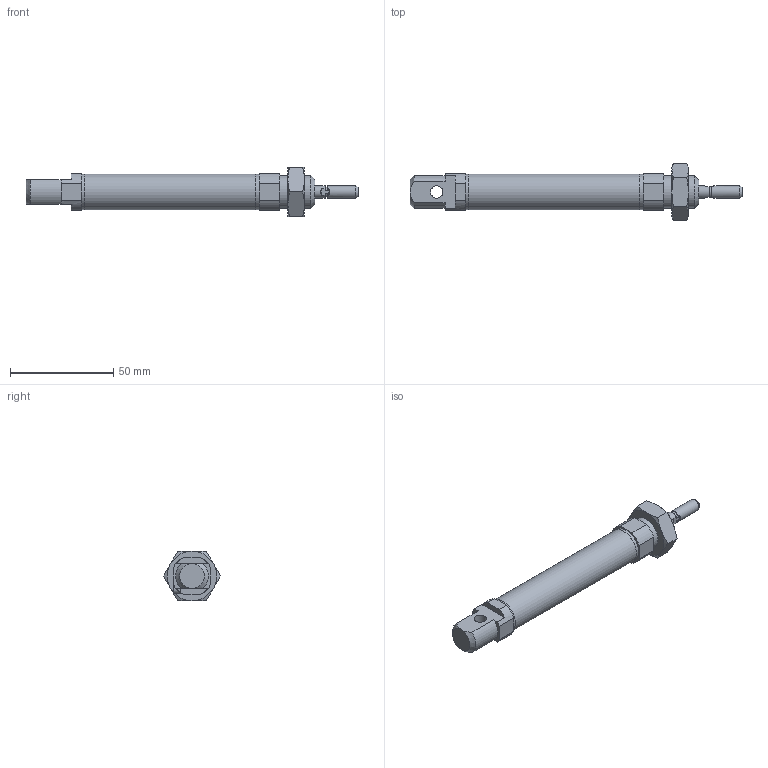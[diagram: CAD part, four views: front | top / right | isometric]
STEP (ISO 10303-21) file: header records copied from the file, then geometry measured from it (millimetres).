
FILE_DESCRIPTION(/* description */ ('Alibre Inc.'),/* implementation_level */ '2;1');
FILE_NAME(/* name */ 'export0',/* time_stamp */ '2018-11-12T16:09:00+01:00',/* author */ (''),/* organization */ (''),/* preprocessor_version */ 'ST-DEVELOPER v14',/* originating_system */ 'Alibre',/* authorisation */ '');
FILE_SCHEMA (('AUTOMOTIVE_DESIGN'));
Length unit declared in the file: millimetre
Bounding box: 161 x 27.71 x 24 mm (x, y, z)
Volume: 25809.1 mm3; surface area: 19560.6 mm2
Topology: 5 solids, 5 shells, 121 faces, 271 edges, 172 vertices
Faces by surface type: plane 68, cylinder 31, cone 22
Full cylindrical faces by diameter (mm): 4 x2, 4.134 x2, 6 x4, 14.376 x1, 16 x5, 17.2 x2, 17.27 x1
Entity records: 3535 total; most frequent: CARTESIAN_POINT 711, DIRECTION 500, ORIENTED_EDGE 484, EDGE_CURVE 242, AXIS2_PLACEMENT_3D 225, VERTEX_POINT 168, EDGE_LOOP 166, FACE_BOUND 166
